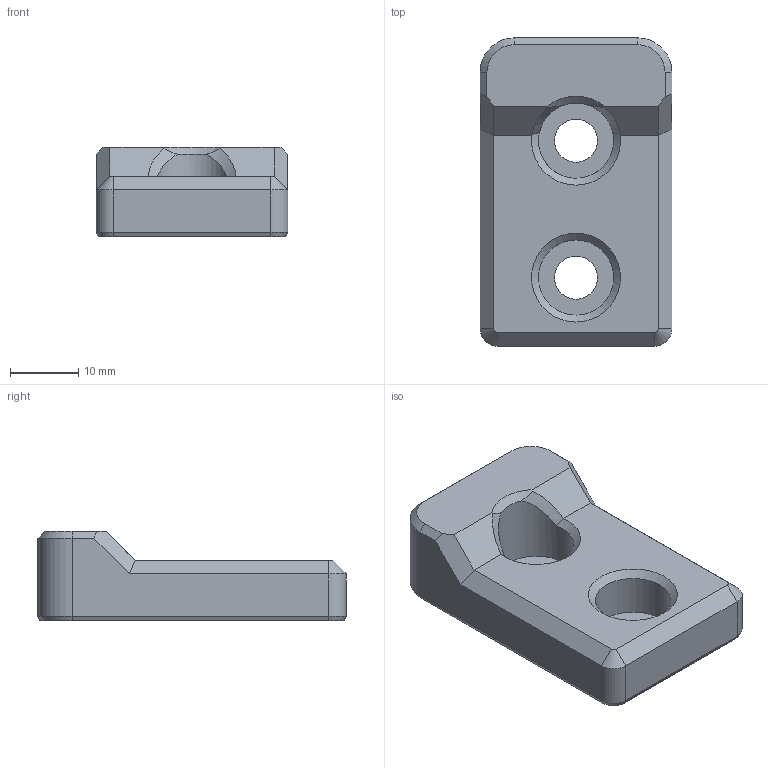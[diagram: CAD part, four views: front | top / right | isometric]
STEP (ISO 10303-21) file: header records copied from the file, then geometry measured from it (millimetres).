
FILE_DESCRIPTION(/* description */ (''),/* implementation_level */ '2;1');
FILE_NAME(/* name */ 'y_min_bumper.step',/* time_stamp */ '2022-08-24T14:31:47+01:00',/* author */ (''),/* organization */ (''),/* preprocessor_version */ 'ST-DEVELOPER v19',/* originating_system */ 'Autodesk Translation Framework v11.7.0.108',/* authorisation */ '');
FILE_SCHEMA (('AUTOMOTIVE_DESIGN { 1 0 10303 214 3 1 1 }'));
Length unit declared in the file: millimetre
Products named in the file (1): y_min_bumper
Bounding box: 28 x 45 x 13 mm (x, y, z)
Volume: 10269.6 mm3; surface area: 4238.7 mm2
Topology: 1 solids, 1 shells, 59 faces, 139 edges, 83 vertices
Faces by surface type: plane 36, cone 13, cylinder 8, bspline 2
Full cylindrical faces by diameter (mm): 6.3 x2, 11 x2
Entity records: 1800 total; most frequent: CARTESIAN_POINT 405, ORIENTED_EDGE 278, DIRECTION 278, EDGE_CURVE 139, LINE 98, VECTOR 98, AXIS2_PLACEMENT_3D 90, VERTEX_POINT 83
